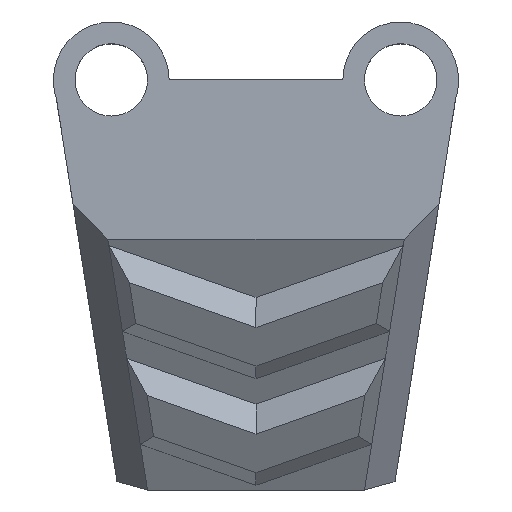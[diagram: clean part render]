
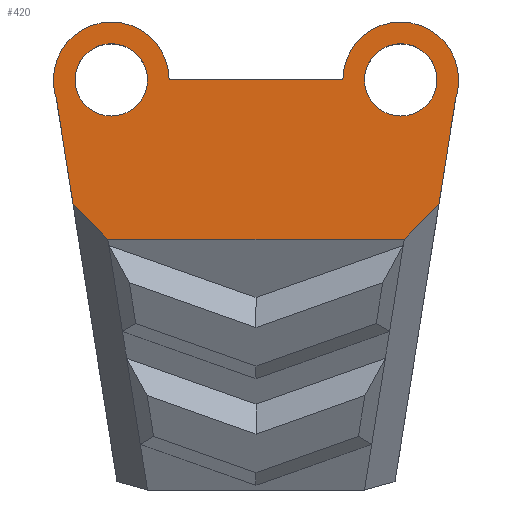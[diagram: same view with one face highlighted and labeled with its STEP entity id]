
A CAD part, top view. The second image highlights one B-rep face of the part: STEP entity #420.
In plain terms, the highlighted planar face has unit normal (0, 0, 1).
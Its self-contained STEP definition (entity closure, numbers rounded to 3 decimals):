
#11 = DIRECTION ( 'NONE',  ( 0.156, 0.988, 0. ) ) ;
#20 = ORIENTED_EDGE ( 'NONE', *, *, #2294, .T. ) ;
#21 = VERTEX_POINT ( 'NONE', #2526 ) ;
#99 = EDGE_CURVE ( 'NONE', #676, #1258, #1117, .T. ) ;
#136 = ORIENTED_EDGE ( 'NONE', *, *, #2183, .T. ) ;
#195 = CARTESIAN_POINT ( 'NONE',  ( -1.248, -22.463, 10. ) ) ;
#221 = CIRCLE ( 'NONE', #2093, 4. ) ;
#234 = CARTESIAN_POINT ( 'NONE',  ( -6., 0., 10. ) ) ;
#243 = DIRECTION ( 'NONE',  ( 0., 0., -1. ) ) ;
#261 = VERTEX_POINT ( 'NONE', #2326 ) ;
#290 = EDGE_CURVE ( 'NONE', #2214, #862, #1853, .T. ) ;
#293 = VERTEX_POINT ( 'NONE', #1842 ) ;
#390 = CARTESIAN_POINT ( 'NONE',  ( 10., 0., 10. ) ) ;
#420 = ADVANCED_FACE ( 'NONE', ( #786, #1705, #1223 ), #1864, .F. ) ;
#430 = CARTESIAN_POINT ( 'NONE',  ( -12.637, -8.607, 10. ) ) ;
#431 = VECTOR ( 'NONE', #1048, 1000. ) ;
#444 = ORIENTED_EDGE ( 'NONE', *, *, #290, .T. ) ;
#450 = VERTEX_POINT ( 'NONE', #2509 ) ;
#465 = ORIENTED_EDGE ( 'NONE', *, *, #1530, .T. ) ;
#513 = CIRCLE ( 'NONE', #1771, 2.5 ) ;
#516 = EDGE_CURVE ( 'NONE', #261, #21, #2156, .T. ) ;
#526 = CARTESIAN_POINT ( 'NONE',  ( -14., 0., 10. ) ) ;
#538 = DIRECTION ( 'NONE',  ( 1., 0., 0. ) ) ;
#564 = DIRECTION ( 'NONE',  ( 0.708, -0.706, 0. ) ) ;
#571 = CARTESIAN_POINT ( 'NONE',  ( -7.5, 0., 10. ) ) ;
#581 = VERTEX_POINT ( 'NONE', #2251 ) ;
#611 = LINE ( 'NONE', #1969, #2163 ) ;
#662 = CARTESIAN_POINT ( 'NONE',  ( -12.3, -10.731, 10. ) ) ;
#676 = VERTEX_POINT ( 'NONE', #526 ) ;
#738 = ORIENTED_EDGE ( 'NONE', *, *, #848, .F. ) ;
#786 = FACE_OUTER_BOUND ( 'NONE', #1710, .T. ) ;
#826 = CIRCLE ( 'NONE', #2537, 4. ) ;
#848 = EDGE_CURVE ( 'NONE', #2043, #1828, #2061, .T. ) ;
#862 = VERTEX_POINT ( 'NONE', #1885 ) ;
#891 = DIRECTION ( 'NONE',  ( 0., 0., 1. ) ) ;
#915 = ORIENTED_EDGE ( 'NONE', *, *, #2455, .T. ) ;
#929 = DIRECTION ( 'NONE',  ( 1., 0., 0. ) ) ;
#964 = CIRCLE ( 'NONE', #2300, 2.5 ) ;
#975 = AXIS2_PLACEMENT_3D ( 'NONE', #1101, #2500, #2169 ) ;
#996 = CARTESIAN_POINT ( 'NONE',  ( 10., 0., 10. ) ) ;
#1015 = VERTEX_POINT ( 'NONE', #430 ) ;
#1029 = CARTESIAN_POINT ( 'NONE',  ( -10., 0., 10. ) ) ;
#1048 = DIRECTION ( 'NONE',  ( -0.156, 0.988, 0. ) ) ;
#1061 = AXIS2_PLACEMENT_3D ( 'NONE', #2283, #2276, #1122 ) ;
#1075 = ORIENTED_EDGE ( 'NONE', *, *, #1459, .T. ) ;
#1091 = CARTESIAN_POINT ( 'NONE',  ( -10., 0., 10. ) ) ;
#1101 = CARTESIAN_POINT ( 'NONE',  ( -10., 0., 10. ) ) ;
#1117 = CIRCLE ( 'NONE', #1560, 4. ) ;
#1122 = DIRECTION ( 'NONE',  ( 0., -1., 0. ) ) ;
#1144 = VECTOR ( 'NONE', #1979, 1000. ) ;
#1167 = DIRECTION ( 'NONE',  ( -1., 0., 0. ) ) ;
#1223 = FACE_BOUND ( 'NONE', #2271, .T. ) ;
#1227 = DIRECTION ( 'NONE',  ( 1., 0., 0. ) ) ;
#1240 = LINE ( 'NONE', #1394, #2186 ) ;
#1258 = VERTEX_POINT ( 'NONE', #1959 ) ;
#1320 = ORIENTED_EDGE ( 'NONE', *, *, #2505, .T. ) ;
#1394 = CARTESIAN_POINT ( 'NONE',  ( -14., -11., 10. ) ) ;
#1458 = VERTEX_POINT ( 'NONE', #2002 ) ;
#1459 = EDGE_CURVE ( 'NONE', #862, #2214, #964, .T. ) ;
#1494 = ORIENTED_EDGE ( 'NONE', *, *, #516, .T. ) ;
#1530 = EDGE_CURVE ( 'NONE', #293, #261, #2127, .T. ) ;
#1550 = VERTEX_POINT ( 'NONE', #571 ) ;
#1560 = AXIS2_PLACEMENT_3D ( 'NONE', #2241, #2042, #1227 ) ;
#1561 = DIRECTION ( 'NONE',  ( 1., 0., 0. ) ) ;
#1587 = ORIENTED_EDGE ( 'NONE', *, *, #2159, .F. ) ;
#1600 = DIRECTION ( 'NONE',  ( 0., 0., 1. ) ) ;
#1607 = CIRCLE ( 'NONE', #2464, 4. ) ;
#1613 = CARTESIAN_POINT ( 'NONE',  ( 6., 0., 10. ) ) ;
#1636 = DIRECTION ( 'NONE',  ( 1., 0., 0. ) ) ;
#1642 = DIRECTION ( 'NONE',  ( 0., 0., -1. ) ) ;
#1705 = FACE_BOUND ( 'NONE', #1960, .T. ) ;
#1710 = EDGE_LOOP ( 'NONE', ( #1494, #2427, #1858, #738, #136, #1717, #1587, #20, #1320, #465 ) ) ;
#1717 = ORIENTED_EDGE ( 'NONE', *, *, #99, .T. ) ;
#1761 = VECTOR ( 'NONE', #11, 1000. ) ;
#1771 = AXIS2_PLACEMENT_3D ( 'NONE', #1029, #243, #2439 ) ;
#1805 = LINE ( 'NONE', #662, #431 ) ;
#1828 = VERTEX_POINT ( 'NONE', #1613 ) ;
#1842 = CARTESIAN_POINT ( 'NONE',  ( 10.239, -11., 10. ) ) ;
#1853 = CIRCLE ( 'NONE', #2499, 2.5 ) ;
#1858 = ORIENTED_EDGE ( 'NONE', *, *, #2047, .T. ) ;
#1864 = PLANE ( 'NONE',  #1061 ) ;
#1872 = EDGE_CURVE ( 'NONE', #450, #1550, #513, .T. ) ;
#1878 = CIRCLE ( 'NONE', #975, 2.5 ) ;
#1885 = CARTESIAN_POINT ( 'NONE',  ( 7.5, 0., 10. ) ) ;
#1940 = DIRECTION ( 'NONE',  ( 0., 0., 1. ) ) ;
#1959 = CARTESIAN_POINT ( 'NONE',  ( -13.804, -1.236, 10. ) ) ;
#1960 = EDGE_LOOP ( 'NONE', ( #2001, #915 ) ) ;
#1969 = CARTESIAN_POINT ( 'NONE',  ( -15.169, -6.081, 10. ) ) ;
#1979 = DIRECTION ( 'NONE',  ( 0.708, 0.706, 0. ) ) ;
#2001 = ORIENTED_EDGE ( 'NONE', *, *, #1872, .T. ) ;
#2002 = CARTESIAN_POINT ( 'NONE',  ( 14., 0., 10. ) ) ;
#2025 = DIRECTION ( 'NONE',  ( -1., 0., 0. ) ) ;
#2042 = DIRECTION ( 'NONE',  ( 0., 0., 1. ) ) ;
#2043 = VERTEX_POINT ( 'NONE', #234 ) ;
#2047 = EDGE_CURVE ( 'NONE', #1458, #1828, #1607, .T. ) ;
#2061 = LINE ( 'NONE', #2451, #2227 ) ;
#2069 = CARTESIAN_POINT ( 'NONE',  ( 12.5, 0., 10. ) ) ;
#2084 = DIRECTION ( 'NONE',  ( 1., 0., 0. ) ) ;
#2093 = AXIS2_PLACEMENT_3D ( 'NONE', #2125, #1940, #929 ) ;
#2125 = CARTESIAN_POINT ( 'NONE',  ( 10., 0., 10. ) ) ;
#2127 = LINE ( 'NONE', #195, #1144 ) ;
#2156 = LINE ( 'NONE', #2321, #1761 ) ;
#2159 = EDGE_CURVE ( 'NONE', #1015, #1258, #1805, .T. ) ;
#2163 = VECTOR ( 'NONE', #564, 1000. ) ;
#2169 = DIRECTION ( 'NONE',  ( -1., 0., 0. ) ) ;
#2181 = DIRECTION ( 'NONE',  ( 0., 0., -1. ) ) ;
#2183 = EDGE_CURVE ( 'NONE', #2043, #676, #826, .T. ) ;
#2186 = VECTOR ( 'NONE', #1561, 1000. ) ;
#2214 = VERTEX_POINT ( 'NONE', #2069 ) ;
#2224 = CARTESIAN_POINT ( 'NONE',  ( 10., 0., 10. ) ) ;
#2227 = VECTOR ( 'NONE', #538, 1000. ) ;
#2230 = EDGE_CURVE ( 'NONE', #21, #1458, #221, .T. ) ;
#2241 = CARTESIAN_POINT ( 'NONE',  ( -10., 0., 10. ) ) ;
#2251 = CARTESIAN_POINT ( 'NONE',  ( -10.239, -11., 10. ) ) ;
#2271 = EDGE_LOOP ( 'NONE', ( #1075, #444 ) ) ;
#2276 = DIRECTION ( 'NONE',  ( 0., 0., -1. ) ) ;
#2283 = CARTESIAN_POINT ( 'NONE',  ( -14., -11., 10. ) ) ;
#2294 = EDGE_CURVE ( 'NONE', #1015, #581, #611, .T. ) ;
#2300 = AXIS2_PLACEMENT_3D ( 'NONE', #390, #2181, #1167 ) ;
#2321 = CARTESIAN_POINT ( 'NONE',  ( 11.615, -15.057, 10. ) ) ;
#2326 = CARTESIAN_POINT ( 'NONE',  ( 12.637, -8.607, 10. ) ) ;
#2427 = ORIENTED_EDGE ( 'NONE', *, *, #2230, .T. ) ;
#2439 = DIRECTION ( 'NONE',  ( -1., 0., 0. ) ) ;
#2451 = CARTESIAN_POINT ( 'NONE',  ( -14., 0., 10. ) ) ;
#2455 = EDGE_CURVE ( 'NONE', #1550, #450, #1878, .T. ) ;
#2464 = AXIS2_PLACEMENT_3D ( 'NONE', #996, #1600, #1636 ) ;
#2499 = AXIS2_PLACEMENT_3D ( 'NONE', #2224, #1642, #2025 ) ;
#2500 = DIRECTION ( 'NONE',  ( 0., 0., -1. ) ) ;
#2505 = EDGE_CURVE ( 'NONE', #581, #293, #1240, .T. ) ;
#2509 = CARTESIAN_POINT ( 'NONE',  ( -12.5, 0., 10. ) ) ;
#2526 = CARTESIAN_POINT ( 'NONE',  ( 13.804, -1.236, 10. ) ) ;
#2537 = AXIS2_PLACEMENT_3D ( 'NONE', #1091, #891, #2084 ) ;
